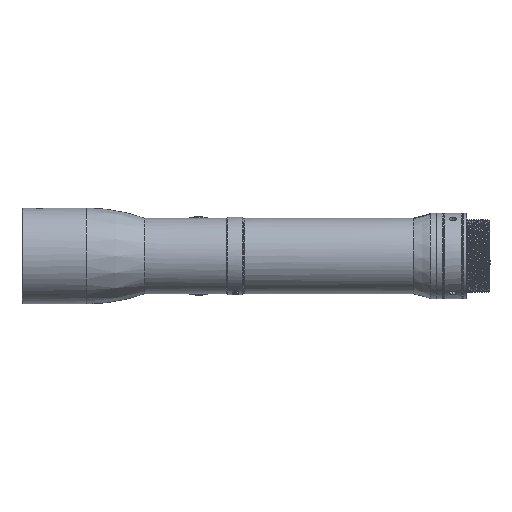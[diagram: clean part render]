
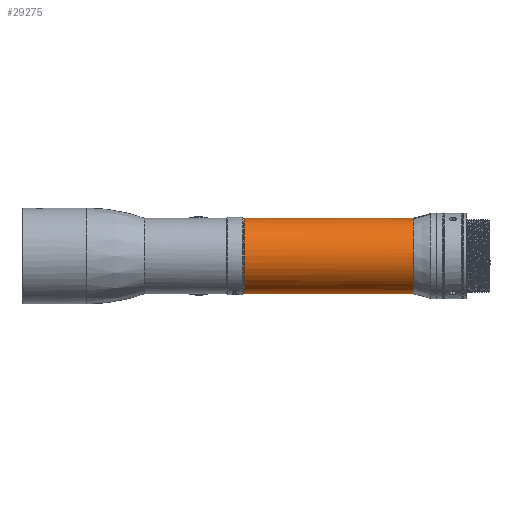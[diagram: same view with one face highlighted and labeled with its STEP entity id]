
A CAD part, front view. The second image highlights one B-rep face of the part: STEP entity #29275.
In plain terms, the highlighted cylindrical face has radius 13 mm (diameter 26 mm), a partial arc.
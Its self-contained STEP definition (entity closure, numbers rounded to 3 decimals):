
#412 = CARTESIAN_POINT ( 'NONE',  ( 92.39, -9.667, 8.835 ) ) ;
#1483 = CARTESIAN_POINT ( 'NONE',  ( 34.3, -7.932, 10.335 ) ) ;
#1605 = EDGE_CURVE ( 'NONE', #13501, #28853, #22193, .T. ) ;
#2181 = VERTEX_POINT ( 'NONE', #9930 ) ;
#2600 = CARTESIAN_POINT ( 'NONE',  ( 34.3, -7.932, -10.335 ) ) ;
#3558 = CARTESIAN_POINT ( 'NONE',  ( 92.39, -1.582, -13. ) ) ;
#3778 = CARTESIAN_POINT ( 'NONE',  ( 92.39, -2.854, 12.683 ) ) ;
#4264 = CARTESIAN_POINT ( 'NONE',  ( 92.39, -0.959, 13. ) ) ;
#4867 = CARTESIAN_POINT ( 'NONE',  ( 34.3, -4.187, 12.337 ) ) ;
#5520 = CARTESIAN_POINT ( 'NONE',  ( 34.3, -10.335, -7.932 ) ) ;
#5740 = CARTESIAN_POINT ( 'NONE',  ( 34.3, -1.699, -12.917 ) ) ;
#5964 = CARTESIAN_POINT ( 'NONE',  ( 34.3, -9.796, 8.589 ) ) ;
#6411 = CARTESIAN_POINT ( 'NONE',  ( 34.3, -3.373, -12.584 ) ) ;
#6964 = CARTESIAN_POINT ( 'NONE',  ( 92.39, -2.854, 12.683 ) ) ;
#7800 = CARTESIAN_POINT ( 'NONE',  ( 92.39, -6.118, -11.579 ) ) ;
#9337 = CARTESIAN_POINT ( 'NONE',  ( 34.3, -12.584, -3.373 ) ) ;
#9564 = CARTESIAN_POINT ( 'NONE',  ( 34.3, -8.589, -9.796 ) ) ;
#9594 = ORIENTED_EDGE ( 'NONE', *, *, #24731, .F. ) ;
#9930 = CARTESIAN_POINT ( 'NONE',  ( 34.3, 0., 13. ) ) ;
#10153 = VECTOR ( 'NONE', #24171, 1000. ) ;
#11177 = CARTESIAN_POINT ( 'NONE',  ( 92.39, -11.503, 6.259 ) ) ;
#11824 = LINE ( 'NONE', #42284, #18880 ) ;
#11917 = DIRECTION ( 'NONE',  ( 1., 0., 0. ) ) ;
#12128 = EDGE_CURVE ( 'NONE', #28853, #37644, #39884, .T. ) ;
#12242 = CARTESIAN_POINT ( 'NONE',  ( 34.3, -10.335, 7.932 ) ) ;
#12468 = CARTESIAN_POINT ( 'NONE',  ( 34.3, -6.513, -11.283 ) ) ;
#13501 = VERTEX_POINT ( 'NONE', #13770 ) ;
#13770 = CARTESIAN_POINT ( 'NONE',  ( 92.39, 0., -13. ) ) ;
#14527 = CARTESIAN_POINT ( 'NONE',  ( 92.39, -12.281, -4.547 ) ) ;
#14736 = CARTESIAN_POINT ( 'NONE',  ( 92.39, -3.163, -12.708 ) ) ;
#15271 = FACE_OUTER_BOUND ( 'NONE', #15509, .T. ) ;
#15509 = EDGE_LOOP ( 'NONE', ( #27648, #9594, #40233, #25004, #34211 ) ) ;
#16487 = CARTESIAN_POINT ( 'NONE',  ( 34.3, -11.684, 5.763 ) ) ;
#16707 = CARTESIAN_POINT ( 'NONE',  ( 34.3, -13., 0.853 ) ) ;
#17389 = CARTESIAN_POINT ( 'NONE',  ( 34.3, 0., -13. ) ) ;
#17884 = CARTESIAN_POINT ( 'NONE',  ( 92.39, 0., -13. ) ) ;
#18526 = CARTESIAN_POINT ( 'NONE',  ( 34.3, -5.763, 11.684 ) ) ;
#18880 = VECTOR ( 'NONE', #28840, 1000. ) ;
#19396 = CARTESIAN_POINT ( 'NONE',  ( 34.3, 0., -13. ) ) ;
#19626 = CARTESIAN_POINT ( 'NONE',  ( 34.3, -9.796, -8.589 ) ) ;
#19845 = CARTESIAN_POINT ( 'NONE',  ( 34.3, -12.917, 1.699 ) ) ;
#20005 = CARTESIAN_POINT ( 'NONE',  ( 92.39, -2.854, 12.683 ) ) ;
#20060 = CARTESIAN_POINT ( 'NONE',  ( 34.3, -0.854, -13. ) ) ;
#20781 = CARTESIAN_POINT ( 'NONE',  ( 92.39, -12.746, -3.008 ) ) ;
#21004 = CARTESIAN_POINT ( 'NONE',  ( 92.39, -5.876, 11.704 ) ) ;
#21457 = CARTESIAN_POINT ( 'NONE',  ( 92.39, -10.832, -7.36 ) ) ;
#22193 = B_SPLINE_CURVE_WITH_KNOTS ( 'NONE', 3,
 ( #17884, #3558, #14736, #7800, #34252, #41418, #21457, #14527, #20781, #41851, #28191, #34464, #11177, #412, #24821, #21004, #41194, #3778 ),
 .UNSPECIFIED., .F., .F.,
 ( 4, 2, 2, 2, 2, 2, 2, 2, 4 ),
 ( 0., 0.06, 0.12, 0.181, 0.241, 0.301, 0.361, 0.422, 0.482 ),
 .UNSPECIFIED. ) ;
#23440 = CARTESIAN_POINT ( 'NONE',  ( 34.3, -13., -0.853 ) ) ;
#23990 = CARTESIAN_POINT ( 'NONE',  ( 92.39, 0., 13. ) ) ;
#24171 = DIRECTION ( 'NONE',  ( 1., 0., 0. ) ) ;
#24731 = EDGE_CURVE ( 'NONE', #2181, #36291, #28572, .T. ) ;
#24821 = CARTESIAN_POINT ( 'NONE',  ( 92.39, -8.511, 9.953 ) ) ;
#25004 = ORIENTED_EDGE ( 'NONE', *, *, #12128, .F. ) ;
#25237 = CARTESIAN_POINT ( 'NONE',  ( 34.3, 0., 13. ) ) ;
#26485 = CARTESIAN_POINT ( 'NONE',  ( 63.345, 0., -13. ) ) ;
#26795 = CARTESIAN_POINT ( 'NONE',  ( 34.3, -12.917, -1.699 ) ) ;
#27648 = ORIENTED_EDGE ( 'NONE', *, *, #27665, .F. ) ;
#27665 = EDGE_CURVE ( 'NONE', #36291, #13501, #39276, .T. ) ;
#28191 = CARTESIAN_POINT ( 'NONE',  ( 92.39, -12.98, 1.74 ) ) ;
#28572 = B_SPLINE_CURVE_WITH_KNOTS ( 'NONE', 3,
 ( #25237, #35983, #38917, #35548, #4867, #18526, #32191, #1483, #28828, #5964, #12242, #37112, #16487, #40027, #29490, #19845, #16707, #23440, #26795, #9337, #29711, #43369, #33298, #5520, #19626, #9564, #2600, #12468, #33747, #36436, #6411, #5740, #20060, #19396 ),
 .UNSPECIFIED., .F., .F.,
 ( 4, 2, 2, 2, 2, 2, 2, 2, 2, 2, 2, 2, 2, 2, 2, 2, 4 ),
 ( 0.5, 0.531, 0.563, 0.594, 0.625, 0.656, 0.688, 0.719, 0.75, 0.781, 0.813, 0.844, 0.875, 0.906, 0.938, 0.969, 1. ),
 .UNSPECIFIED. ) ;
#28828 = CARTESIAN_POINT ( 'NONE',  ( 34.3, -8.589, 9.796 ) ) ;
#28840 = DIRECTION ( 'NONE',  ( 1., 0., 0. ) ) ;
#28853 = VERTEX_POINT ( 'NONE', #20005 ) ;
#29275 = ADVANCED_FACE ( 'NONE', ( #15271 ), #42591, .F. ) ;
#29490 = CARTESIAN_POINT ( 'NONE',  ( 34.3, -12.584, 3.373 ) ) ;
#29711 = CARTESIAN_POINT ( 'NONE',  ( 34.3, -12.337, -4.187 ) ) ;
#32191 = CARTESIAN_POINT ( 'NONE',  ( 34.3, -6.513, 11.283 ) ) ;
#32324 = EDGE_CURVE ( 'NONE', #2181, #37644, #11824, .T. ) ;
#33298 = CARTESIAN_POINT ( 'NONE',  ( 34.3, -11.283, -6.513 ) ) ;
#33747 = CARTESIAN_POINT ( 'NONE',  ( 34.3, -5.763, -11.684 ) ) ;
#34050 = CARTESIAN_POINT ( 'NONE',  ( 92.39, 0., 13. ) ) ;
#34211 = ORIENTED_EDGE ( 'NONE', *, *, #1605, .F. ) ;
#34252 = CARTESIAN_POINT ( 'NONE',  ( 92.39, -7.491, -10.742 ) ) ;
#34464 = CARTESIAN_POINT ( 'NONE',  ( 92.39, -12.184, 4.802 ) ) ;
#35548 = CARTESIAN_POINT ( 'NONE',  ( 34.3, -3.373, 12.584 ) ) ;
#35983 = CARTESIAN_POINT ( 'NONE',  ( 34.3, -0.853, 13. ) ) ;
#36291 = VERTEX_POINT ( 'NONE', #17389 ) ;
#36436 = CARTESIAN_POINT ( 'NONE',  ( 34.3, -4.187, -12.337 ) ) ;
#37112 = CARTESIAN_POINT ( 'NONE',  ( 34.3, -11.283, 6.513 ) ) ;
#37644 = VERTEX_POINT ( 'NONE', #34050 ) ;
#38155 = AXIS2_PLACEMENT_3D ( 'NONE', #39472, #11917, #39250 ) ;
#38917 = CARTESIAN_POINT ( 'NONE',  ( 34.3, -1.699, 12.917 ) ) ;
#39250 = DIRECTION ( 'NONE',  ( 0., 0., 1. ) ) ;
#39276 = LINE ( 'NONE', #26485, #10153 ) ;
#39472 = CARTESIAN_POINT ( 'NONE',  ( 63.345, 0., 0. ) ) ;
#39884 = B_SPLINE_CURVE_WITH_KNOTS ( 'NONE', 3,
 ( #6964, #41235, #4264, #23990 ),
 .UNSPECIFIED., .F., .F.,
 ( 4, 4 ),
 ( 0.482, 0.518 ),
 .UNSPECIFIED. ) ;
#40027 = CARTESIAN_POINT ( 'NONE',  ( 34.3, -12.337, 4.187 ) ) ;
#40233 = ORIENTED_EDGE ( 'NONE', *, *, #32324, .T. ) ;
#41194 = CARTESIAN_POINT ( 'NONE',  ( 92.39, -4.397, 12.336 ) ) ;
#41235 = CARTESIAN_POINT ( 'NONE',  ( 92.39, -1.918, 12.893 ) ) ;
#41418 = CARTESIAN_POINT ( 'NONE',  ( 92.39, -9.849, -8.632 ) ) ;
#41851 = CARTESIAN_POINT ( 'NONE',  ( 92.39, -13.095, 0.137 ) ) ;
#42284 = CARTESIAN_POINT ( 'NONE',  ( 63.345, 0., 13. ) ) ;
#42591 = CYLINDRICAL_SURFACE ( 'NONE', #38155, 13. ) ;
#43369 = CARTESIAN_POINT ( 'NONE',  ( 34.3, -11.684, -5.763 ) ) ;
